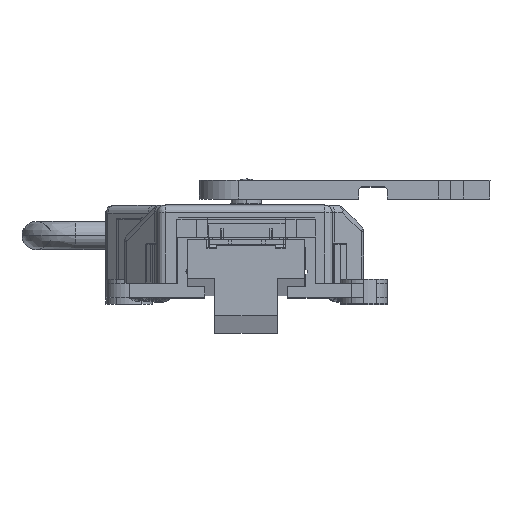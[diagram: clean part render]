
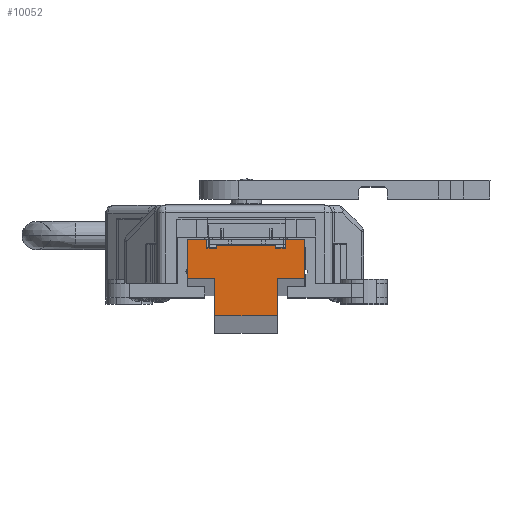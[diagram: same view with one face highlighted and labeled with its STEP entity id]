
A CAD part, top view. The second image highlights one B-rep face of the part: STEP entity #10052.
In plain terms, the highlighted planar face has unit normal (0, 0, 1).
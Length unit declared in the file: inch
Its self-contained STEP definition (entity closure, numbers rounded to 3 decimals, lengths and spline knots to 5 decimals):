
#21 = CARTESIAN_POINT ( 'NONE',  ( -0.25, 0.125, 32. ) ) ;
#26 = DIRECTION ( 'NONE',  ( -1., 0., 0. ) ) ;
#38 = VERTEX_POINT ( 'NONE', #3281 ) ;
#238 = VECTOR ( 'NONE', #425, 39.37008 ) ;
#301 = LINE ( 'NONE', #5097, #238 ) ;
#425 = DIRECTION ( 'NONE',  ( 0., 1., 0. ) ) ;
#450 = DIRECTION ( 'NONE',  ( 1., 0., 0. ) ) ;
#1286 = VECTOR ( 'NONE', #26, 39.37008 ) ;
#1411 = LINE ( 'NONE', #9669, #1286 ) ;
#1742 = ORIENTED_EDGE ( 'NONE', *, *, #9982, .T. ) ;
#1774 = CARTESIAN_POINT ( 'NONE',  ( -0.25, 0.125, 32. ) ) ;
#1885 = ORIENTED_EDGE ( 'NONE', *, *, #3799, .T. ) ;
#1917 = DIRECTION ( 'NONE',  ( 0., 1., 0. ) ) ;
#2187 = ORIENTED_EDGE ( 'NONE', *, *, #10234, .T. ) ;
#2210 = ORIENTED_EDGE ( 'NONE', *, *, #9909, .T. ) ;
#2340 = DIRECTION ( 'NONE',  ( -1., 0., 0. ) ) ;
#2553 = VERTEX_POINT ( 'NONE', #16990 ) ;
#2886 = CARTESIAN_POINT ( 'NONE',  ( 0.19, 0.085, 32. ) ) ;
#2905 = CARTESIAN_POINT ( 'NONE',  ( -0.375, 0.125, 32. ) ) ;
#3064 = CARTESIAN_POINT ( 'NONE',  ( -0.19, 0.085, 32. ) ) ;
#3228 = CARTESIAN_POINT ( 'NONE',  ( 0.19, 0.085, 32. ) ) ;
#3281 = CARTESIAN_POINT ( 'NONE',  ( -0.375, -0.125, 32. ) ) ;
#3456 = CARTESIAN_POINT ( 'NONE',  ( -0.375, -0.125, 32. ) ) ;
#3605 = VERTEX_POINT ( 'NONE', #14278 ) ;
#3752 = VECTOR ( 'NONE', #13810, 39.37008 ) ;
#3799 = EDGE_CURVE ( 'NONE', #15291, #8304, #20527, .T. ) ;
#3834 = LINE ( 'NONE', #18628, #3752 ) ;
#3850 = CARTESIAN_POINT ( 'NONE',  ( 0.25, 0.065, 32. ) ) ;
#3969 = DIRECTION ( 'NONE',  ( -1., 0., 0. ) ) ;
#3989 = CARTESIAN_POINT ( 'NONE',  ( 0.2, -0.125, 32. ) ) ;
#4269 = CARTESIAN_POINT ( 'NONE',  ( -0.2, -0.125, 32. ) ) ;
#5097 = CARTESIAN_POINT ( 'NONE',  ( 0.375, 0.125, 32. ) ) ;
#5396 = VERTEX_POINT ( 'NONE', #2905 ) ;
#5697 = EDGE_CURVE ( 'NONE', #11910, #5924, #15351, .T. ) ;
#5924 = VERTEX_POINT ( 'NONE', #7661 ) ;
#6247 = EDGE_CURVE ( 'NONE', #5396, #38, #12964, .T. ) ;
#6284 = VECTOR ( 'NONE', #1917, 39.37008 ) ;
#6329 = LINE ( 'NONE', #11591, #6284 ) ;
#6346 = VERTEX_POINT ( 'NONE', #19167 ) ;
#6568 = EDGE_LOOP ( 'NONE', ( #9120, #2210, #16249, #15958, #8976, #2187, #15500, #15923, #8931, #8343, #1885, #15926, #8770, #8630, #1742, #15783 ) ) ;
#6989 = CARTESIAN_POINT ( 'NONE',  ( 0.375, -0.125, 32. ) ) ;
#7081 = CARTESIAN_POINT ( 'NONE',  ( 0.25, 0.125, 32. ) ) ;
#7126 = LINE ( 'NONE', #3850, #7241 ) ;
#7241 = VECTOR ( 'NONE', #3969, 39.37008 ) ;
#7563 = DIRECTION ( 'NONE',  ( 0., -1., 0. ) ) ;
#7661 = CARTESIAN_POINT ( 'NONE',  ( -0.19, 0.065, 32. ) ) ;
#7763 = CARTESIAN_POINT ( 'NONE',  ( 0.25, 0.125, 32. ) ) ;
#7929 = EDGE_CURVE ( 'NONE', #6346, #10358, #6329, .T. ) ;
#8117 = DIRECTION ( 'NONE',  ( 0., 1., 0. ) ) ;
#8304 = VERTEX_POINT ( 'NONE', #2886 ) ;
#8343 = ORIENTED_EDGE ( 'NONE', *, *, #16754, .T. ) ;
#8347 = PLANE ( 'NONE',  #19495 ) ;
#8630 = ORIENTED_EDGE ( 'NONE', *, *, #9108, .T. ) ;
#8770 = ORIENTED_EDGE ( 'NONE', *, *, #5697, .T. ) ;
#8908 = DIRECTION ( 'NONE',  ( 1., 0., 0. ) ) ;
#8931 = ORIENTED_EDGE ( 'NONE', *, *, #18851, .T. ) ;
#8976 = ORIENTED_EDGE ( 'NONE', *, *, #7929, .T. ) ;
#9056 = CARTESIAN_POINT ( 'NONE',  ( -0.375, 0.125, 32. ) ) ;
#9108 = EDGE_CURVE ( 'NONE', #5924, #13121, #1411, .T. ) ;
#9120 = ORIENTED_EDGE ( 'NONE', *, *, #6247, .T. ) ;
#9437 = DIRECTION ( 'NONE',  ( 0., -1., 0. ) ) ;
#9493 = EDGE_CURVE ( 'NONE', #8304, #11910, #20859, .T. ) ;
#9669 = CARTESIAN_POINT ( 'NONE',  ( -0.25, 0.065, 32. ) ) ;
#9909 = EDGE_CURVE ( 'NONE', #38, #10555, #19245, .T. ) ;
#9982 = EDGE_CURVE ( 'NONE', #13121, #20303, #18996, .T. ) ;
#10030 = DIRECTION ( 'NONE',  ( 0., 0., 1. ) ) ;
#10052 = ADVANCED_FACE ( 'NONE', ( #18767 ), #8347, .T. ) ;
#10234 = EDGE_CURVE ( 'NONE', #10358, #17561, #10958, .T. ) ;
#10358 = VERTEX_POINT ( 'NONE', #19084 ) ;
#10555 = VERTEX_POINT ( 'NONE', #18040 ) ;
#10742 = EDGE_CURVE ( 'NONE', #20303, #5396, #15944, .T. ) ;
#10887 = VERTEX_POINT ( 'NONE', #15799 ) ;
#10958 = LINE ( 'NONE', #3989, #17821 ) ;
#11591 = CARTESIAN_POINT ( 'NONE',  ( 0.2, -0.365, 32. ) ) ;
#11910 = VERTEX_POINT ( 'NONE', #3064 ) ;
#12293 = CARTESIAN_POINT ( 'NONE',  ( -0.25, 0.065, 32. ) ) ;
#12875 = VERTEX_POINT ( 'NONE', #13248 ) ;
#12964 = LINE ( 'NONE', #9056, #13022 ) ;
#13022 = VECTOR ( 'NONE', #20450, 39.37008 ) ;
#13059 = EDGE_CURVE ( 'NONE', #10887, #6346, #3834, .T. ) ;
#13066 = DIRECTION ( 'NONE',  ( 0., 1., 0. ) ) ;
#13121 = VERTEX_POINT ( 'NONE', #12293 ) ;
#13248 = CARTESIAN_POINT ( 'NONE',  ( 0.25, 0.065, 32. ) ) ;
#13699 = DIRECTION ( 'NONE',  ( 1., 0., 0. ) ) ;
#13810 = DIRECTION ( 'NONE',  ( 1., 0., 0. ) ) ;
#13945 = EDGE_CURVE ( 'NONE', #17561, #2553, #301, .T. ) ;
#14278 = CARTESIAN_POINT ( 'NONE',  ( 0.25, 0.125, 32. ) ) ;
#14597 = EDGE_CURVE ( 'NONE', #2553, #3605, #18309, .T. ) ;
#14750 = EDGE_CURVE ( 'NONE', #10555, #10887, #17219, .T. ) ;
#15283 = VECTOR ( 'NONE', #18417, 39.37008 ) ;
#15291 = VERTEX_POINT ( 'NONE', #17475 ) ;
#15351 = LINE ( 'NONE', #16782, #15283 ) ;
#15500 = ORIENTED_EDGE ( 'NONE', *, *, #13945, .T. ) ;
#15708 = VECTOR ( 'NONE', #9437, 39.37008 ) ;
#15783 = ORIENTED_EDGE ( 'NONE', *, *, #10742, .T. ) ;
#15799 = CARTESIAN_POINT ( 'NONE',  ( -0.2, -0.365, 32. ) ) ;
#15834 = VECTOR ( 'NONE', #20284, 39.37008 ) ;
#15923 = ORIENTED_EDGE ( 'NONE', *, *, #14597, .T. ) ;
#15926 = ORIENTED_EDGE ( 'NONE', *, *, #9493, .T. ) ;
#15944 = LINE ( 'NONE', #18650, #15834 ) ;
#15958 = ORIENTED_EDGE ( 'NONE', *, *, #13059, .T. ) ;
#16219 = LINE ( 'NONE', #7763, #15708 ) ;
#16249 = ORIENTED_EDGE ( 'NONE', *, *, #14750, .T. ) ;
#16754 = EDGE_CURVE ( 'NONE', #12875, #15291, #7126, .T. ) ;
#16782 = CARTESIAN_POINT ( 'NONE',  ( -0.19, 0.085, 32. ) ) ;
#16990 = CARTESIAN_POINT ( 'NONE',  ( 0.375, 0.125, 32. ) ) ;
#17215 = VECTOR ( 'NONE', #7563, 39.37008 ) ;
#17219 = LINE ( 'NONE', #4269, #17215 ) ;
#17401 = DIRECTION ( 'NONE',  ( -1., 0., 0. ) ) ;
#17475 = CARTESIAN_POINT ( 'NONE',  ( 0.19, 0.065, 32. ) ) ;
#17561 = VERTEX_POINT ( 'NONE', #6989 ) ;
#17821 = VECTOR ( 'NONE', #8908, 39.37008 ) ;
#17877 = VECTOR ( 'NONE', #2340, 39.37008 ) ;
#18040 = CARTESIAN_POINT ( 'NONE',  ( -0.2, -0.125, 32. ) ) ;
#18309 = LINE ( 'NONE', #7081, #17877 ) ;
#18417 = DIRECTION ( 'NONE',  ( 0., -1., 0. ) ) ;
#18628 = CARTESIAN_POINT ( 'NONE',  ( -0.2, -0.365, 32. ) ) ;
#18650 = CARTESIAN_POINT ( 'NONE',  ( -0.375, 0.125, 32. ) ) ;
#18767 = FACE_OUTER_BOUND ( 'NONE', #6568, .T. ) ;
#18851 = EDGE_CURVE ( 'NONE', #3605, #12875, #16219, .T. ) ;
#18996 = LINE ( 'NONE', #1774, #19044 ) ;
#19044 = VECTOR ( 'NONE', #13066, 39.37008 ) ;
#19084 = CARTESIAN_POINT ( 'NONE',  ( 0.2, -0.125, 32. ) ) ;
#19167 = CARTESIAN_POINT ( 'NONE',  ( 0.2, -0.365, 32. ) ) ;
#19223 = VECTOR ( 'NONE', #13699, 39.37008 ) ;
#19245 = LINE ( 'NONE', #20159, #19223 ) ;
#19495 = AXIS2_PLACEMENT_3D ( 'NONE', #3456, #10030, #450 ) ;
#20159 = CARTESIAN_POINT ( 'NONE',  ( -0.375, -0.125, 32. ) ) ;
#20284 = DIRECTION ( 'NONE',  ( -1., 0., 0. ) ) ;
#20303 = VERTEX_POINT ( 'NONE', #21 ) ;
#20399 = VECTOR ( 'NONE', #8117, 39.37008 ) ;
#20450 = DIRECTION ( 'NONE',  ( 0., -1., 0. ) ) ;
#20527 = LINE ( 'NONE', #3228, #20399 ) ;
#20639 = CARTESIAN_POINT ( 'NONE',  ( -0.19, 0.085, 32. ) ) ;
#20815 = VECTOR ( 'NONE', #17401, 39.37008 ) ;
#20859 = LINE ( 'NONE', #20639, #20815 ) ;
